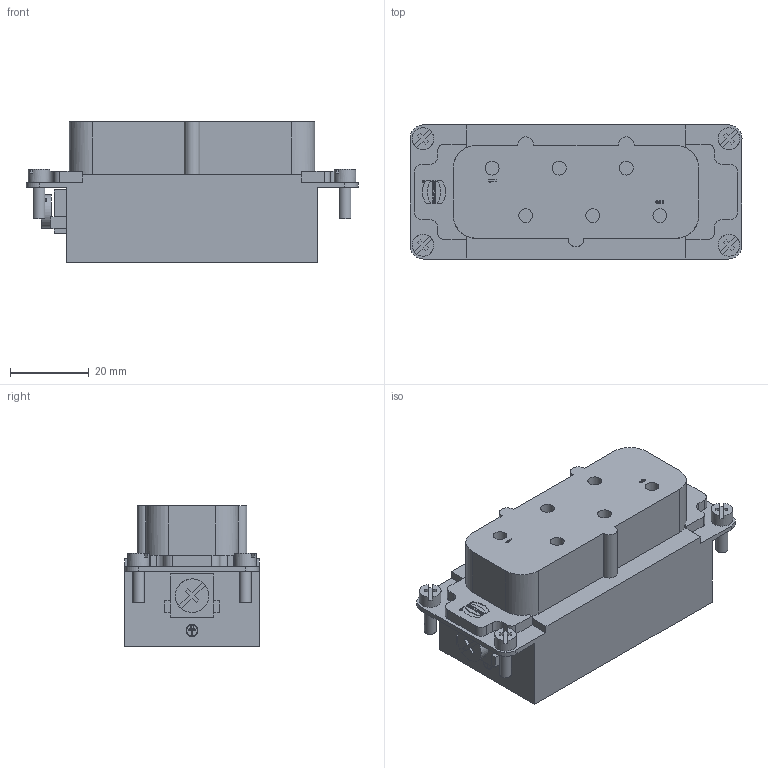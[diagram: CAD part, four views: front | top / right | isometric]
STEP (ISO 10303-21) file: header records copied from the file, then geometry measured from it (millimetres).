
FILE_DESCRIPTION(/* description */ (''),/* implementation_level */ '2;1');
FILE_NAME(/* name */ '100094798ugm000_b.stp',/* time_stamp */ '2017-11-06T07:57:56+01:00',/* author */ (''),/* organization */ (''),/* preprocessor_version */ 'ST-DEVELOPER v16',/* originating_system */ 'SIEMENS PLM Software NX 10.0',/* authorisation */ '');
FILE_SCHEMA (('AUTOMOTIVE_DESIGN { 1 0 10303 214 3 1 1 1 }'));
Length unit declared in the file: millimetre
Products named in the file (1): 100094798ugm000_b
Bounding box: 84.1 x 34 x 35.6 mm (x, y, z)
Volume: 67309.9 mm3; surface area: 16169.3 mm2
Topology: 2 solids, 2 shells, 516 faces, 1375 edges, 915 vertices
Faces by surface type: plane 447, cylinder 65, bspline 4
Full cylindrical faces by diameter (mm): 0.452 x1, 0.591 x1, 2.7 x1, 3 x9, 3.5 x6, 4.7 x6, 5.5 x4, 8.5 x1
Entity records: 17525 total; most frequent: CARTESIAN_POINT 2911, ORIENTED_EDGE 2692, DIRECTION 2493, EDGE_CURVE 1346, LINE 1163, VECTOR 1163, VERTEX_POINT 914, AXIS2_PLACEMENT_3D 665
